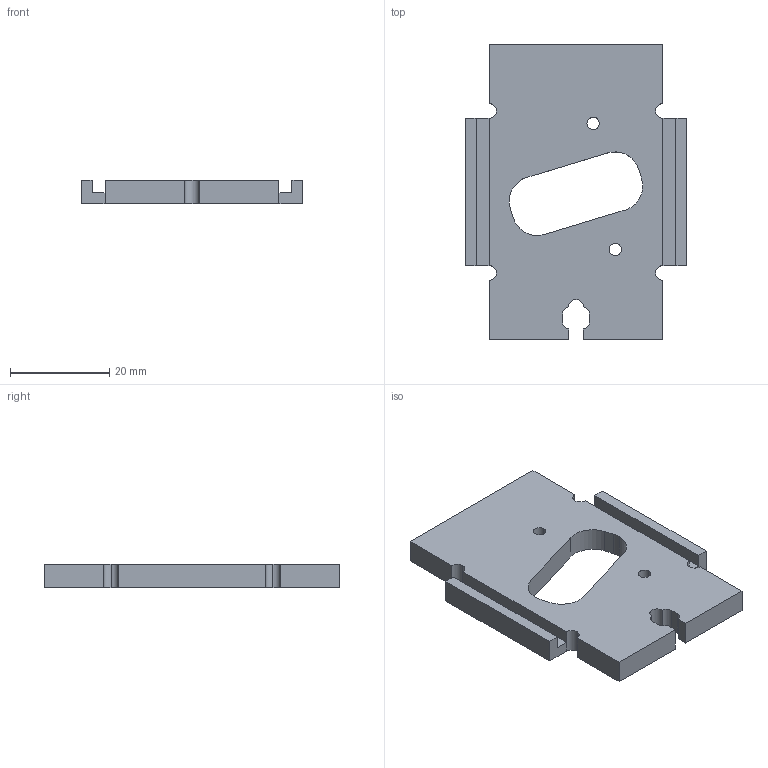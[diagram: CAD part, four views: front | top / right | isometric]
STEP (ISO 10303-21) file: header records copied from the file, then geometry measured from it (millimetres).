
FILE_DESCRIPTION (( 'STEP AP214' ), '1' );
FILE_NAME ('wheel_module_side_linear_tapp_v3.step', '2023-05-17T11:20:05', ( '' ), ( '' ), 'SwSTEP 2.0', 'SolidWorks 2022', '' );
FILE_SCHEMA (( 'AUTOMOTIVE_DESIGN' ));
Length unit declared in the file: millimetre
Products named in the file (1): wheel_module_side_linear_tapp_v3
Bounding box: 44.6 x 59.5 x 4.8 mm (x, y, z)
Volume: 9236.6 mm3; surface area: 5820.4 mm2
Topology: 1 solids, 1 shells, 51 faces, 143 edges, 94 vertices
Faces by surface type: plane 31, cylinder 20
Entity records: 1911 total; most frequent: CARTESIAN_POINT 289, DIRECTION 287, ORIENTED_EDGE 286, EDGE_CURVE 143, LINE 103, VECTOR 103, VERTEX_POINT 94, AXIS2_PLACEMENT_3D 92
